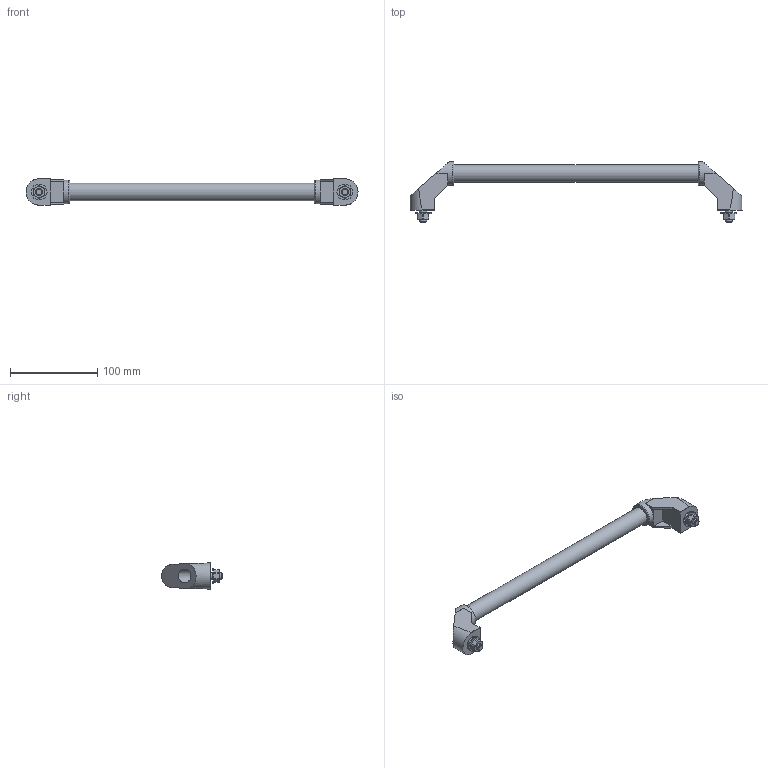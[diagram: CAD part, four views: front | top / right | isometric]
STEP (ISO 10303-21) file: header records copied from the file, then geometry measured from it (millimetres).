
FILE_DESCRIPTION( ( 'STEP AP214' ), '1' );
FILE_NAME( 'K0221.3501.stp', '2020-11-26T12:17:09', ( '' ), ( '' ), ' ', 'PARTsolutions', ' ' );
FILE_SCHEMA( ( 'AUTOMOTIVE_DESIGN { 1 0 10303 214 1 1 1 1 }' ) );
Length unit declared in the file: millimetre
Products named in the file (1): _K0221.3501
Bounding box: 379.99 x 69.49 x 29.99 mm (x, y, z)
Volume: 149538.3 mm3; surface area: 38485.3 mm2
Topology: 1 solids, 1 shells, 153 faces, 370 edges, 233 vertices
Faces by surface type: plane 92, cylinder 31, cone 28, torus 2
Full cylindrical faces by diameter (mm): 8 x4, 14.2 x2, 16 x4, 18.2 x2, 20 x1, 27 x2
Entity records: 5520 total; most frequent: CARTESIAN_POINT 858, DIRECTION 710, ORIENTED_EDGE 672, EDGE_CURVE 336, AXIS2_PLACEMENT_3D 268, VERTEX_POINT 224, EDGE_LOOP 194, LINE 174
